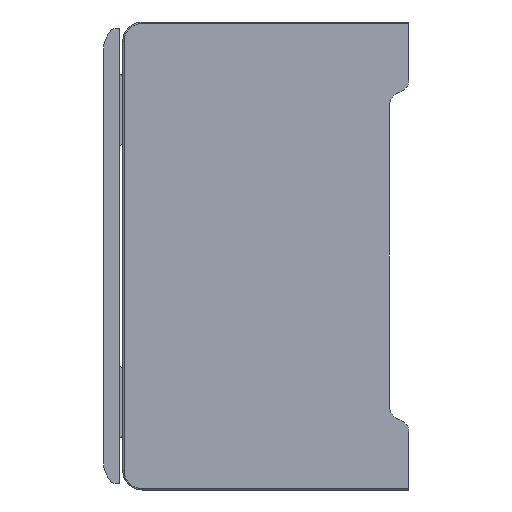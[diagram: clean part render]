
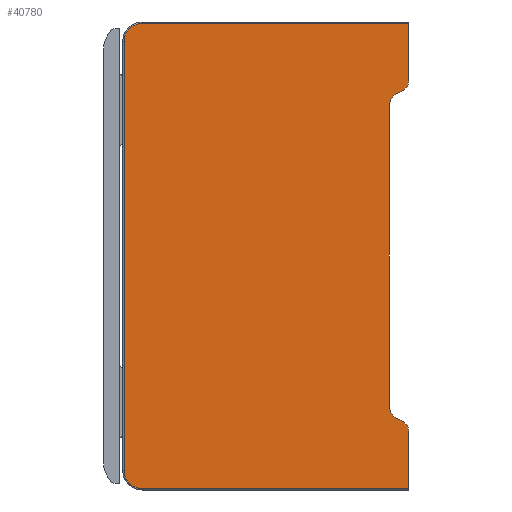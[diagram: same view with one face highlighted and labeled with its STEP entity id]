
A CAD part, left-side view. The second image highlights one B-rep face of the part: STEP entity #40780.
In plain terms, the highlighted planar face has unit normal (-1, 0, 0).
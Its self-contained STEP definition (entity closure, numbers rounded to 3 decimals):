
#2471=DIRECTION('',(0.,0.,-1.));
#2472=VECTOR('',#2471,8.801);
#2473=CARTESIAN_POINT('',(-66.,0.,35.8));
#2474=LINE('',#2473,#2472);
#2475=CARTESIAN_POINT('',(-66.,1.732,27.));
#2476=DIRECTION('',(1.,0.,0.));
#2477=DIRECTION('',(0.,-1.,0.));
#2478=AXIS2_PLACEMENT_3D('',#2475,#2476,#2477);
#2480=DIRECTION('',(0.,0.866,-0.5));
#2481=VECTOR('',#2480,1.31);
#2482=CARTESIAN_POINT('',(-66.,0.865,25.5));
#2483=LINE('',#2482,#2481);
#2484=CARTESIAN_POINT('',(-66.,1.,23.113));
#2485=DIRECTION('',(-1.,0.,0.));
#2486=DIRECTION('',(0.,0.5,0.866));
#2487=AXIS2_PLACEMENT_3D('',#2484,#2485,#2486);
#2489=CARTESIAN_POINT('',(-66.,1.,-23.113));
#2490=DIRECTION('',(-1.,0.,0.));
#2491=DIRECTION('',(0.,1.,0.));
#2492=AXIS2_PLACEMENT_3D('',#2489,#2490,#2491);
#2494=DIRECTION('',(0.,-0.866,-0.5));
#2495=VECTOR('',#2494,1.311);
#2496=CARTESIAN_POINT('',(-66.,2.,-24.845));
#2497=LINE('',#2496,#2495);
#2498=CARTESIAN_POINT('',(-66.,1.73,-26.999));
#2499=DIRECTION('',(1.,0.,0.));
#2500=DIRECTION('',(0.,-0.5,0.866));
#2501=AXIS2_PLACEMENT_3D('',#2498,#2499,#2500);
#2503=DIRECTION('',(0.,0.,-1.));
#2504=VECTOR('',#2503,8.801);
#2505=CARTESIAN_POINT('',(-66.,0.,-26.999));
#2506=LINE('',#2505,#2504);
#2507=DIRECTION('',(0.,1.,0.));
#2508=VECTOR('',#2507,41.);
#2509=CARTESIAN_POINT('',(-66.,0.,-35.8));
#2510=LINE('',#2509,#2508);
#2511=CARTESIAN_POINT('',(-66.,41.,-33.));
#2512=DIRECTION('',(1.,0.,0.));
#2513=DIRECTION('',(0.,0.,-1.));
#2514=AXIS2_PLACEMENT_3D('',#2511,#2512,#2513);
#2516=DIRECTION('',(0.,0.,1.));
#2517=VECTOR('',#2516,66.);
#2518=CARTESIAN_POINT('',(-66.,43.8,-33.));
#2519=LINE('',#2518,#2517);
#2520=CARTESIAN_POINT('',(-66.,41.,33.));
#2521=DIRECTION('',(1.,0.,0.));
#2522=DIRECTION('',(0.,1.,0.));
#2523=AXIS2_PLACEMENT_3D('',#2520,#2521,#2522);
#2525=DIRECTION('',(0.,1.,0.));
#2526=VECTOR('',#2525,41.);
#2527=CARTESIAN_POINT('',(-66.,0.,35.8));
#2528=LINE('',#2527,#2526);
#2568=DIRECTION('',(0.,0.,1.));
#2569=VECTOR('',#2568,46.226);
#2570=CARTESIAN_POINT('',(-66.,3.,-23.113));
#2571=LINE('',#2570,#2569);
#32309=CARTESIAN_POINT('',(-66.,41.,-35.8));
#32310=VERTEX_POINT('',#32309);
#32311=CARTESIAN_POINT('',(-66.,43.8,-33.));
#32312=VERTEX_POINT('',#32311);
#32313=CARTESIAN_POINT('',(-66.,43.8,33.));
#32314=VERTEX_POINT('',#32313);
#32545=CARTESIAN_POINT('',(-66.,0.,-35.8));
#32546=VERTEX_POINT('',#32545);
#32547=CARTESIAN_POINT('',(-66.,0.,35.8));
#32548=VERTEX_POINT('',#32547);
#32552=CARTESIAN_POINT('',(-66.,0.,-26.999));
#32554=VERTEX_POINT('',#32552);
#32555=CARTESIAN_POINT('',(-66.,41.,35.8));
#32556=VERTEX_POINT('',#32555);
#32557=CARTESIAN_POINT('',(-66.,0.,26.999));
#32558=VERTEX_POINT('',#32557);
#32559=CARTESIAN_POINT('',(-66.,0.865,25.501));
#32560=VERTEX_POINT('',#32559);
#32561=CARTESIAN_POINT('',(-66.,2.,24.845));
#32562=VERTEX_POINT('',#32561);
#32563=CARTESIAN_POINT('',(-66.,3.,23.113));
#32564=VERTEX_POINT('',#32563);
#32565=CARTESIAN_POINT('',(-66.,3.,-23.113));
#32566=VERTEX_POINT('',#32565);
#32567=CARTESIAN_POINT('',(-66.,2.,-24.845));
#32568=VERTEX_POINT('',#32567);
#32569=CARTESIAN_POINT('',(-66.,0.865,-25.501));
#32570=VERTEX_POINT('',#32569);
#40748=CARTESIAN_POINT('',(-66.,21.9,0.));
#40749=DIRECTION('',(1.,0.,0.));
#40750=DIRECTION('',(0.,0.,1.));
#40751=AXIS2_PLACEMENT_3D('',#40748,#40749,#40750);
#40752=PLANE('',#40751);
#40754=ORIENTED_EDGE('',*,*,#40753,.F.);
#40756=ORIENTED_EDGE('',*,*,#40755,.T.);
#40758=ORIENTED_EDGE('',*,*,#40757,.T.);
#40760=ORIENTED_EDGE('',*,*,#40759,.T.);
#40762=ORIENTED_EDGE('',*,*,#40761,.T.);
#40764=ORIENTED_EDGE('',*,*,#40763,.F.);
#40766=ORIENTED_EDGE('',*,*,#40765,.T.);
#40768=ORIENTED_EDGE('',*,*,#40767,.T.);
#40769=ORIENTED_EDGE('',*,*,#40739,.T.);
#40770=ORIENTED_EDGE('',*,*,#40728,.T.);
#40771=ORIENTED_EDGE('',*,*,#40710,.T.);
#40773=ORIENTED_EDGE('',*,*,#40772,.T.);
#40775=ORIENTED_EDGE('',*,*,#40774,.T.);
#40777=ORIENTED_EDGE('',*,*,#40776,.T.);
#40778=EDGE_LOOP('',(#40754,#40756,#40758,#40760,#40762,#40764,#40766,#40768,
#40769,#40770,#40771,#40773,#40775,#40777));
#40779=FACE_OUTER_BOUND('',#40778,.F.);
#40780=ADVANCED_FACE('',(#40779),#40752,.F.);
#2479=CIRCLE('',#2478,1.732);
#2488=CIRCLE('',#2487,2.);
#2493=CIRCLE('',#2492,2.);
#2502=CIRCLE('',#2501,1.73);
#2515=CIRCLE('',#2514,2.8);
#2524=CIRCLE('',#2523,2.8);
#40710=EDGE_CURVE('',#32546,#32310,#2510,.T.);
#40728=EDGE_CURVE('',#32554,#32546,#2506,.T.);
#40739=EDGE_CURVE('',#32570,#32554,#2502,.T.);
#40753=EDGE_CURVE('',#32548,#32556,#2528,.T.);
#40755=EDGE_CURVE('',#32548,#32558,#2474,.T.);
#40757=EDGE_CURVE('',#32558,#32560,#2479,.T.);
#40759=EDGE_CURVE('',#32560,#32562,#2483,.T.);
#40761=EDGE_CURVE('',#32562,#32564,#2488,.T.);
#40763=EDGE_CURVE('',#32566,#32564,#2571,.T.);
#40765=EDGE_CURVE('',#32566,#32568,#2493,.T.);
#40767=EDGE_CURVE('',#32568,#32570,#2497,.T.);
#40772=EDGE_CURVE('',#32310,#32312,#2515,.T.);
#40774=EDGE_CURVE('',#32312,#32314,#2519,.T.);
#40776=EDGE_CURVE('',#32314,#32556,#2524,.T.);
